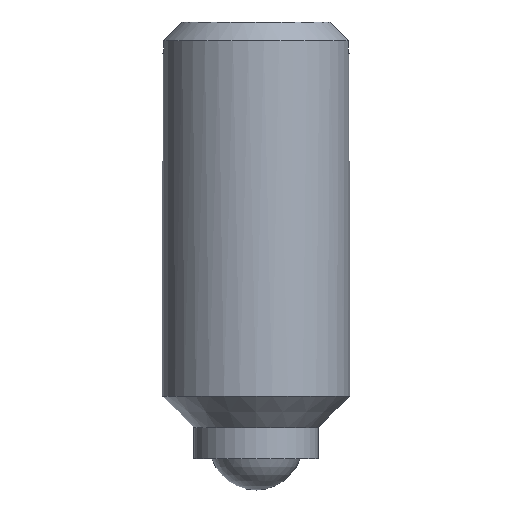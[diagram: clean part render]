
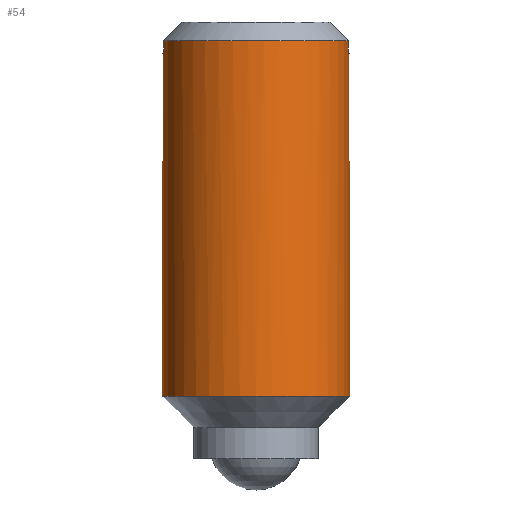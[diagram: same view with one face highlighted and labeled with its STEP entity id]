
A CAD part, left-side view. The second image highlights one B-rep face of the part: STEP entity #54.
In plain terms, the highlighted cylindrical face has radius 1.5 mm (diameter 3 mm), a full revolution.
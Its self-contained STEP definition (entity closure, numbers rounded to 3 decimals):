
#54 = ADVANCED_FACE( '', ( #107, #108 ), #109, .T. );
#107 = FACE_OUTER_BOUND( '', #154, .T. );
#108 = FACE_OUTER_BOUND( '', #155, .T. );
#109 = CYLINDRICAL_SURFACE( '', #156, 1.5 );
#154 = EDGE_LOOP( '', ( #233 ) );
#155 = EDGE_LOOP( '', ( #234, #235, #236, #237, #238, #239, #240, #241 ) );
#156 = AXIS2_PLACEMENT_3D( '', #242, #243, #244 );
#233 = ORIENTED_EDGE( '', *, *, #275, .T. );
#234 = ORIENTED_EDGE( '', *, *, #259, .T. );
#235 = ORIENTED_EDGE( '', *, *, #271, .T. );
#236 = ORIENTED_EDGE( '', *, *, #261, .T. );
#237 = ORIENTED_EDGE( '', *, *, #281, .T. );
#238 = ORIENTED_EDGE( '', *, *, #266, .T. );
#239 = ORIENTED_EDGE( '', *, *, #286, .T. );
#240 = ORIENTED_EDGE( '', *, *, #268, .T. );
#241 = ORIENTED_EDGE( '', *, *, #282, .T. );
#242 = CARTESIAN_POINT( '', ( 0., 0., 57.15 ) );
#243 = DIRECTION( '', ( 0., 0., -1. ) );
#244 = DIRECTION( '', ( 1., 0., 0. ) );
#259 = EDGE_CURVE( '', #296, #294, #297, .T. );
#261 = EDGE_CURVE( '', #300, #298, #301, .F. );
#266 = EDGE_CURVE( '', #309, #307, #310, .T. );
#268 = EDGE_CURVE( '', #313, #311, #314, .F. );
#271 = EDGE_CURVE( '', #294, #300, #317, .F. );
#275 = EDGE_CURVE( '', #322, #322, #323, .T. );
#281 = EDGE_CURVE( '', #298, #309, #331, .F. );
#282 = EDGE_CURVE( '', #311, #296, #332, .F. );
#286 = EDGE_CURVE( '', #307, #313, #336, .F. );
#294 = VERTEX_POINT( '', #345 );
#296 = VERTEX_POINT( '', #350 );
#297 = LINE( '', #351, #352 );
#298 = VERTEX_POINT( '', #353 );
#300 = VERTEX_POINT( '', #356 );
#301 = LINE( '', #357, #358 );
#307 = VERTEX_POINT( '', #368 );
#309 = VERTEX_POINT( '', #373 );
#310 = LINE( '', #374, #375 );
#311 = VERTEX_POINT( '', #376 );
#313 = VERTEX_POINT( '', #379 );
#314 = LINE( '', #380, #381 );
#317 = CIRCLE( '', #387, 1.5 );
#322 = VERTEX_POINT( '', #392 );
#323 = CIRCLE( '', #393, 1.5 );
#331 = CIRCLE( '', #401, 1.5 );
#332 = CIRCLE( '', #402, 1.5 );
#336 = CIRCLE( '', #406, 1.5 );
#345 = CARTESIAN_POINT( '', ( -0.25, -1.479, 7.2 ) );
#350 = CARTESIAN_POINT( '', ( -0.25, -1.479, 7. ) );
#351 = CARTESIAN_POINT( '', ( -0.25, -1.479, 57.15 ) );
#352 = VECTOR( '', #411, 1000. );
#353 = CARTESIAN_POINT( '', ( -0.25, 1.479, 7. ) );
#356 = CARTESIAN_POINT( '', ( -0.25, 1.479, 7.2 ) );
#357 = CARTESIAN_POINT( '', ( -0.25, 1.479, 57.15 ) );
#358 = VECTOR( '', #413, 1000. );
#368 = CARTESIAN_POINT( '', ( 0.25, 1.479, 7.2 ) );
#373 = CARTESIAN_POINT( '', ( 0.25, 1.479, 7. ) );
#374 = CARTESIAN_POINT( '', ( 0.25, 1.479, 57.15 ) );
#375 = VECTOR( '', #415, 1000. );
#376 = CARTESIAN_POINT( '', ( 0.25, -1.479, 7. ) );
#379 = CARTESIAN_POINT( '', ( 0.25, -1.479, 7.2 ) );
#380 = CARTESIAN_POINT( '', ( 0.25, -1.479, 57.15 ) );
#381 = VECTOR( '', #417, 1000. );
#387 = AXIS2_PLACEMENT_3D( '', #418, #419, #420 );
#392 = CARTESIAN_POINT( '', ( 1.5, 0., 1.5 ) );
#393 = AXIS2_PLACEMENT_3D( '', #427, #428, #429 );
#401 = AXIS2_PLACEMENT_3D( '', #436, #437, #438 );
#402 = AXIS2_PLACEMENT_3D( '', #439, #440, #441 );
#406 = AXIS2_PLACEMENT_3D( '', #445, #446, #447 );
#411 = DIRECTION( '', ( 0., 0., 1. ) );
#413 = DIRECTION( '', ( 0., 0., 1. ) );
#415 = DIRECTION( '', ( 0., 0., 1. ) );
#417 = DIRECTION( '', ( 0., 0., 1. ) );
#418 = CARTESIAN_POINT( '', ( 0., 0., 7.2 ) );
#419 = DIRECTION( '', ( 0., 0., 1. ) );
#420 = DIRECTION( '', ( 1., 0., 0. ) );
#427 = CARTESIAN_POINT( '', ( 0., 0., 1.5 ) );
#428 = DIRECTION( '', ( 0., 0., 1. ) );
#429 = DIRECTION( '', ( 1., 0., 0. ) );
#436 = CARTESIAN_POINT( '', ( 0., 0., 7. ) );
#437 = DIRECTION( '', ( 0., 0., 1. ) );
#438 = DIRECTION( '', ( 1., 0., 0. ) );
#439 = CARTESIAN_POINT( '', ( 0., 0., 7. ) );
#440 = DIRECTION( '', ( 0., 0., 1. ) );
#441 = DIRECTION( '', ( 1., 0., 0. ) );
#445 = CARTESIAN_POINT( '', ( 0., 0., 7.2 ) );
#446 = DIRECTION( '', ( 0., 0., 1. ) );
#447 = DIRECTION( '', ( 1., 0., 0. ) );
